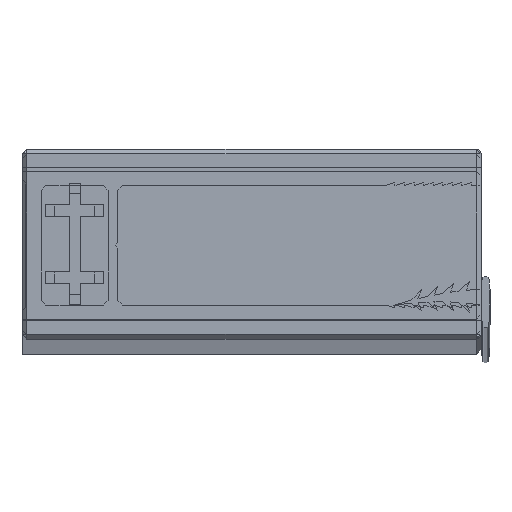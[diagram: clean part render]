
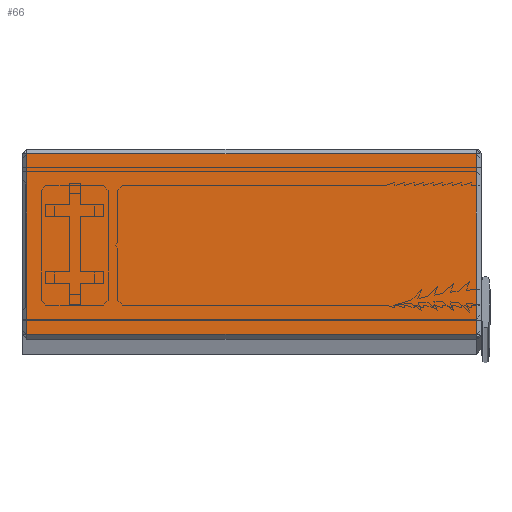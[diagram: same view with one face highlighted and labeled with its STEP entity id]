
A CAD part, top view. The second image highlights one B-rep face of the part: STEP entity #66.
In plain terms, the highlighted face is planar.
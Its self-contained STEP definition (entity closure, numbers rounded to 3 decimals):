
#66=ADVANCED_FACE('',(#253),#3094,.T.);
#253=FACE_OUTER_BOUND('',#441,.T.);
#441=EDGE_LOOP('',(#695,#696,#697,#698));
#695=ORIENTED_EDGE('',*,*,#1697,.F.);
#696=ORIENTED_EDGE('',*,*,#1742,.F.);
#697=ORIENTED_EDGE('',*,*,#1700,.F.);
#698=ORIENTED_EDGE('',*,*,#1741,.F.);
#1697=EDGE_CURVE('',#2745,#2751,#2218,.T.);
#1700=EDGE_CURVE('',#2754,#2748,#2220,.T.);
#1741=EDGE_CURVE('',#2751,#2754,#2261,.T.);
#1742=EDGE_CURVE('',#2748,#2745,#2262,.T.);
#2218=B_SPLINE_CURVE_WITH_KNOTS('',1,(#4634,#4635),.UNSPECIFIED.,.F.,.F.,
(2,2),(0.,47.),.UNSPECIFIED.);
#2220=B_SPLINE_CURVE_WITH_KNOTS('',1,(#4641,#4642),.UNSPECIFIED.,.F.,.F.,
(2,2),(0.,47.),.UNSPECIFIED.);
#2261=B_SPLINE_CURVE_WITH_KNOTS('',1,(#4723,#4724),.UNSPECIFIED.,.F.,.F.,
(2,2),(-18.876,0.),.UNSPECIFIED.);
#2262=B_SPLINE_CURVE_WITH_KNOTS('',1,(#4725,#4726),.UNSPECIFIED.,.F.,.F.,
(2,2),(-18.876,0.),.UNSPECIFIED.);
#2745=VERTEX_POINT('',#4527);
#2748=VERTEX_POINT('',#4530);
#2751=VERTEX_POINT('',#4533);
#2754=VERTEX_POINT('',#4536);
#3094=PLANE('',#3813);
#3813=AXIS2_PLACEMENT_3D('',#4307,#4011,$);
#4011=DIRECTION('',(0.,-1.,0.));
#4307=CARTESIAN_POINT('',(1686.325,0.,-680.821));
#4527=CARTESIAN_POINT('',(1738.025,0.,-678.933));
#4530=CARTESIAN_POINT('',(1738.025,0.,-660.057));
#4533=CARTESIAN_POINT('',(1691.025,0.,-678.933));
#4536=CARTESIAN_POINT('',(1691.025,0.,-660.057));
#4634=CARTESIAN_POINT('',(1738.025,0.,-678.933));
#4635=CARTESIAN_POINT('',(1691.025,0.,-678.933));
#4641=CARTESIAN_POINT('',(1691.025,0.,-660.057));
#4642=CARTESIAN_POINT('',(1738.025,0.,-660.057));
#4723=CARTESIAN_POINT('',(1691.025,0.,-678.933));
#4724=CARTESIAN_POINT('',(1691.025,0.,-660.057));
#4725=CARTESIAN_POINT('',(1738.025,0.,-660.057));
#4726=CARTESIAN_POINT('',(1738.025,0.,-678.933));
